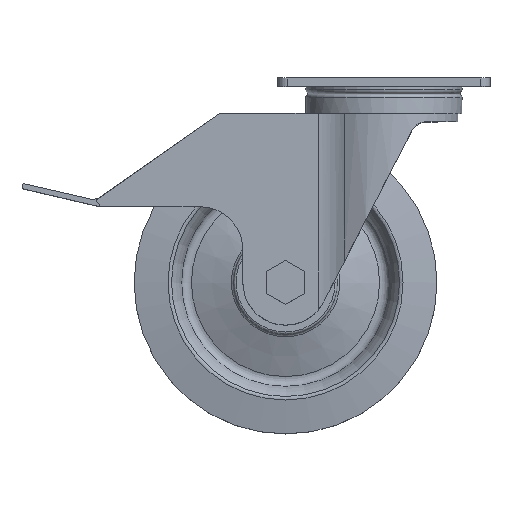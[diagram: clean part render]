
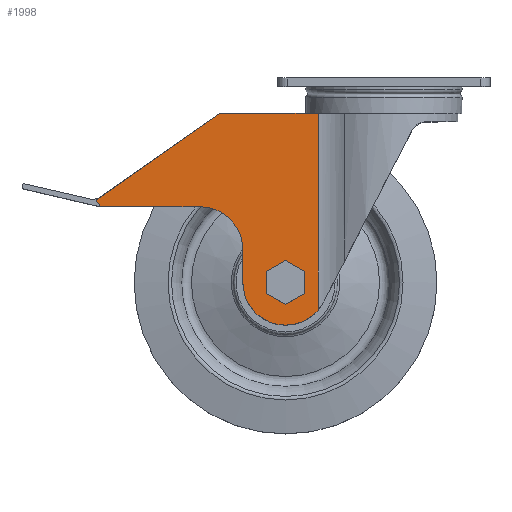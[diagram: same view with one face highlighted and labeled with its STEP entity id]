
A CAD part, top view. The second image highlights one B-rep face of the part: STEP entity #1998.
In plain terms, the highlighted planar face has unit normal (0, 0, 1).
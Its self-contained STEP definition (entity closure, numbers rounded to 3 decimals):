
#77=LINE('',#3031,#243);
#106=LINE('',#3151,#272);
#111=LINE('',#3183,#277);
#113=LINE('',#3187,#279);
#114=LINE('',#3190,#280);
#115=LINE('',#3192,#281);
#116=LINE('',#3194,#282);
#117=LINE('',#3196,#283);
#118=LINE('',#3198,#284);
#119=LINE('',#3199,#285);
#120=LINE('',#3201,#286);
#121=LINE('',#3205,#287);
#122=LINE('',#3206,#288);
#243=VECTOR('',#2393,1000.);
#272=VECTOR('',#2480,1000.);
#277=VECTOR('',#2501,1000.);
#279=VECTOR('',#2505,1000.);
#280=VECTOR('',#2506,1000.);
#281=VECTOR('',#2507,1000.);
#282=VECTOR('',#2508,1000.);
#283=VECTOR('',#2509,1000.);
#284=VECTOR('',#2510,1000.);
#285=VECTOR('',#2511,1000.);
#286=VECTOR('',#2512,1000.);
#287=VECTOR('',#2515,1000.);
#288=VECTOR('',#2516,1000.);
#400=PLANE('',#2166);
#576=ORIENTED_EDGE('',*,*,#1100,.F.);
#577=ORIENTED_EDGE('',*,*,#1101,.F.);
#578=ORIENTED_EDGE('',*,*,#1102,.F.);
#579=ORIENTED_EDGE('',*,*,#1103,.F.);
#580=ORIENTED_EDGE('',*,*,#1104,.F.);
#581=ORIENTED_EDGE('',*,*,#1105,.F.);
#582=ORIENTED_EDGE('',*,*,#1106,.F.);
#583=ORIENTED_EDGE('',*,*,#1098,.F.);
#584=ORIENTED_EDGE('',*,*,#1035,.F.);
#585=ORIENTED_EDGE('',*,*,#1107,.F.);
#586=ORIENTED_EDGE('',*,*,#1108,.T.);
#587=ORIENTED_EDGE('',*,*,#1109,.F.);
#588=ORIENTED_EDGE('',*,*,#1079,.F.);
#589=ORIENTED_EDGE('',*,*,#1086,.T.);
#590=ORIENTED_EDGE('',*,*,#1110,.F.);
#1035=EDGE_CURVE('',#1311,#1312,#77,.T.);
#1079=EDGE_CURVE('',#1346,#1345,#1501,.F.);
#1086=EDGE_CURVE('',#1346,#1350,#106,.T.);
#1098=EDGE_CURVE('',#1312,#1358,#111,.T.);
#1100=EDGE_CURVE('',#1359,#1360,#113,.T.);
#1101=EDGE_CURVE('',#1361,#1359,#114,.T.);
#1102=EDGE_CURVE('',#1362,#1361,#115,.T.);
#1103=EDGE_CURVE('',#1363,#1362,#116,.T.);
#1104=EDGE_CURVE('',#1364,#1363,#117,.T.);
#1105=EDGE_CURVE('',#1360,#1364,#118,.T.);
#1106=EDGE_CURVE('',#1358,#1365,#119,.T.);
#1107=EDGE_CURVE('',#1366,#1311,#120,.T.);
#1108=EDGE_CURVE('',#1366,#1367,#1507,.F.);
#1109=EDGE_CURVE('',#1345,#1367,#121,.T.);
#1110=EDGE_CURVE('',#1365,#1350,#122,.T.);
#1311=VERTEX_POINT('',#3030);
#1312=VERTEX_POINT('',#3032);
#1345=VERTEX_POINT('',#3126);
#1346=VERTEX_POINT('',#3135);
#1350=VERTEX_POINT('',#3150);
#1358=VERTEX_POINT('',#3184);
#1359=VERTEX_POINT('',#3188);
#1360=VERTEX_POINT('',#3189);
#1361=VERTEX_POINT('',#3191);
#1362=VERTEX_POINT('',#3193);
#1363=VERTEX_POINT('',#3195);
#1364=VERTEX_POINT('',#3197);
#1365=VERTEX_POINT('',#3200);
#1366=VERTEX_POINT('',#3202);
#1367=VERTEX_POINT('',#3204);
#1501=CIRCLE('',#2151,28.2);
#1507=CIRCLE('',#2167,28.2);
#1603=EDGE_LOOP('',(#576,#577,#578,#579,#580,#581));
#1604=EDGE_LOOP('',(#582,#583,#584,#585,#586,#587,#588,#589,#590));
#1783=FACE_BOUND('',#1603,.T.);
#1784=FACE_BOUND('',#1604,.T.);
#1998=ADVANCED_FACE('',(#1783,#1784),#400,.T.);
#2151=AXIS2_PLACEMENT_3D('',#3136,#2462,#2463);
#2166=AXIS2_PLACEMENT_3D('',#3186,#2503,#2504);
#2167=AXIS2_PLACEMENT_3D('',#3203,#2513,#2514);
#2393=DIRECTION('',(-0.574,0.819,0.));
#2462=DIRECTION('',(0.,0.,1.));
#2463=DIRECTION('',(1.,0.,0.));
#2480=DIRECTION('',(0.,1.,0.));
#2501=DIRECTION('',(0.,1.,0.));
#2503=DIRECTION('',(0.,0.,1.));
#2504=DIRECTION('',(1.,0.,0.));
#2505=DIRECTION('',(0.,-1.,0.));
#2506=DIRECTION('',(-0.866,-0.5,0.));
#2507=DIRECTION('',(-0.866,0.5,0.));
#2508=DIRECTION('',(0.,1.,0.));
#2509=DIRECTION('',(0.866,0.5,0.));
#2510=DIRECTION('',(0.866,-0.5,0.));
#2511=DIRECTION('',(0.819,0.574,0.));
#2512=DIRECTION('',(-1.,0.,0.));
#2513=DIRECTION('',(0.,0.,1.));
#2514=DIRECTION('',(1.,0.,0.));
#2515=DIRECTION('',(0.,1.,0.));
#2516=DIRECTION('',(1.,0.,0.));
#3030=CARTESIAN_POINT('',(-122.184,50.,36.5));
#3031=CARTESIAN_POINT('',(-85.616,-2.224,36.5));
#3032=CARTESIAN_POINT('',(-125.,54.021,36.5));
#3126=CARTESIAN_POINT('',(-28.2,0.,36.5));
#3135=CARTESIAN_POINT('',(21.483,-18.268,36.5));
#3136=CARTESIAN_POINT('',(0.,0.,36.5));
#3150=CARTESIAN_POINT('',(21.483,111.564,36.5));
#3151=CARTESIAN_POINT('',(21.483,-29.801,36.5));
#3183=CARTESIAN_POINT('',(-125.,-29.801,36.5));
#3184=CARTESIAN_POINT('',(-125.,54.447,36.5));
#3186=CARTESIAN_POINT('',(-125.,-29.801,36.5));
#3187=CARTESIAN_POINT('',(-12.6,-29.801,36.5));
#3188=CARTESIAN_POINT('',(-12.6,7.275,36.5));
#3189=CARTESIAN_POINT('',(-12.6,-7.275,36.5));
#3190=CARTESIAN_POINT('',(-112.954,-50.665,36.5));
#3191=CARTESIAN_POINT('',(0.,14.549,36.5));
#3192=CARTESIAN_POINT('',(-74.546,57.588,36.5));
#3193=CARTESIAN_POINT('',(12.6,7.275,36.5));
#3194=CARTESIAN_POINT('',(12.6,-29.801,36.5));
#3195=CARTESIAN_POINT('',(12.6,-7.275,36.5));
#3196=CARTESIAN_POINT('',(-100.354,-72.489,36.5));
#3197=CARTESIAN_POINT('',(0.,-14.549,36.5));
#3198=CARTESIAN_POINT('',(-87.146,35.764,36.5));
#3199=CARTESIAN_POINT('',(-164.584,26.73,36.5));
#3200=CARTESIAN_POINT('',(-43.428,111.564,36.5));
#3201=CARTESIAN_POINT('',(-125.,50.,36.5));
#3202=CARTESIAN_POINT('',(-56.4,50.,36.5));
#3203=CARTESIAN_POINT('',(-56.4,21.8,36.5));
#3204=CARTESIAN_POINT('',(-28.2,21.8,36.5));
#3205=CARTESIAN_POINT('',(-28.2,-29.801,36.5));
#3206=CARTESIAN_POINT('',(-125.,111.564,36.5));
